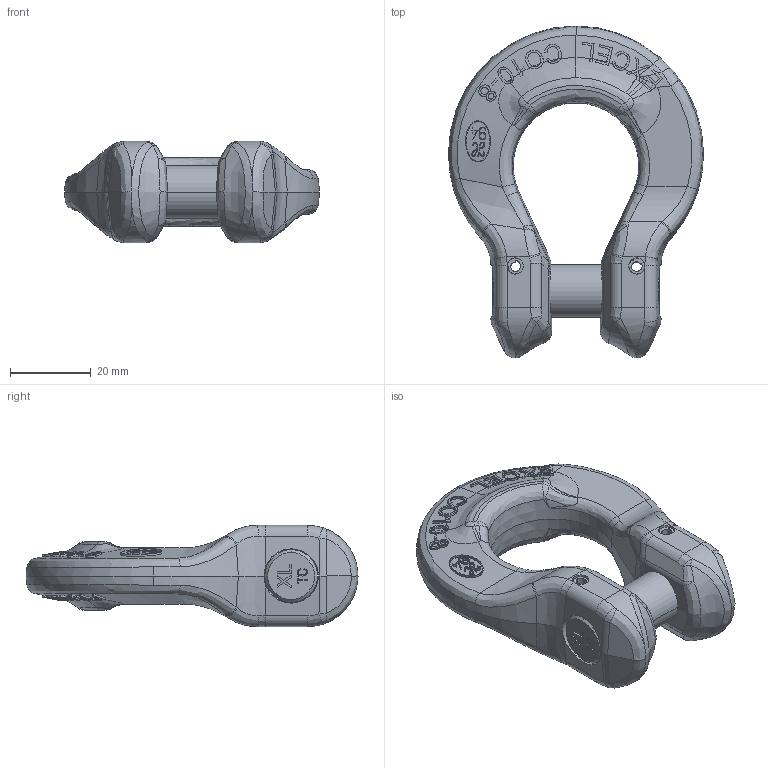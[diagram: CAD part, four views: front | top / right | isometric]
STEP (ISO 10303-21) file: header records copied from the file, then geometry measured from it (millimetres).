
FILE_DESCRIPTION(('STEP AP214'),'1');
FILE_NAME('co10j.stp','2018-02-28T09:14:48',('TraceParts'),('TraceParts S.A.'),'Spatial InterOp 3D',' ',' ');
FILE_SCHEMA(('automotive_design'));
Length unit declared in the file: millimetre
Products named in the file (4): co10j_1; co10j_2; co10j_3; co10j_4
Bounding box: 63 x 82 x 25 mm (x, y, z)
Volume: 40129.8 mm3; surface area: 14634.4 mm2
Topology: 4 solids, 4 shells, 821 faces, 2197 edges, 1392 vertices
Faces by surface type: bspline 450, plane 257, cylinder 78, cone 36
Entity records: 51382 total; most frequent: CARTESIAN_POINT 28408, ORIENTED_EDGE 4372, EDGE_CURVE 2186, DIRECTION 1865, VERTEX_POINT 1392, B_SPLINE_CURVE_WITH_KNOTS 1257, EDGE_LOOP 856, STYLED_ITEM 825
